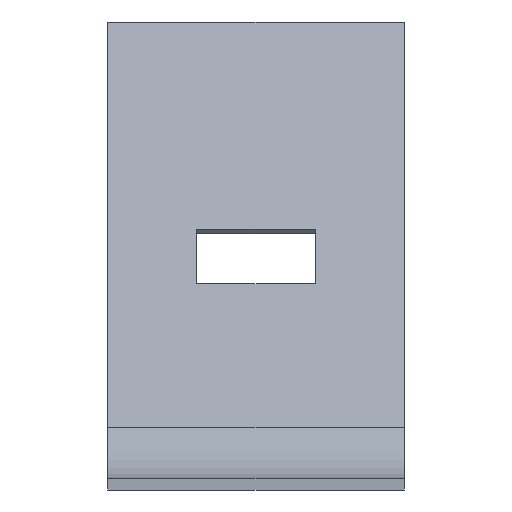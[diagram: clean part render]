
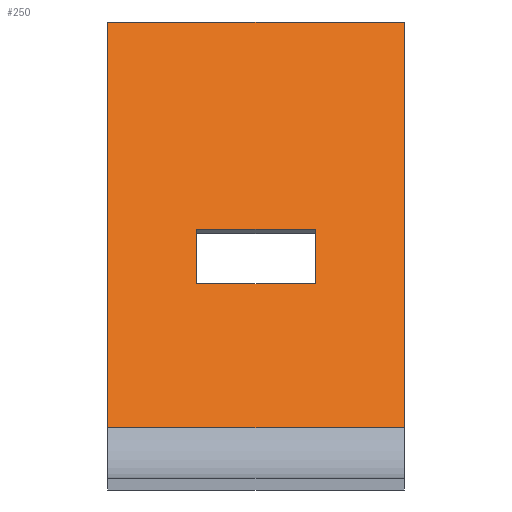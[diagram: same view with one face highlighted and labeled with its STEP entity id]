
A CAD part, left-side view. The second image highlights one B-rep face of the part: STEP entity #250.
In plain terms, the highlighted planar face has unit normal (-0.92, 0, 0.391).
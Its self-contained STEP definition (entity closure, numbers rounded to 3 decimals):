
#17=FACE_BOUND('',#42,.T.);
#27=FACE_OUTER_BOUND('',#41,.T.);
#41=EDGE_LOOP('',(#200,#201,#202,#203));
#42=EDGE_LOOP('',(#204,#205,#206,#207));
#50=LINE('',#356,#81);
#53=LINE('',#362,#84);
#56=LINE('',#368,#87);
#59=LINE('',#372,#90);
#63=LINE('',#382,#94);
#70=LINE('',#397,#101);
#71=LINE('',#400,#102);
#72=LINE('',#401,#103);
#81=VECTOR('',#291,10.);
#84=VECTOR('',#296,10.);
#87=VECTOR('',#301,10.);
#90=VECTOR('',#306,10.);
#94=VECTOR('',#312,10.);
#101=VECTOR('',#325,10.);
#102=VECTOR('',#328,10.);
#103=VECTOR('',#329,10.);
#112=VERTEX_POINT('',#353);
#113=VERTEX_POINT('',#355);
#115=VERTEX_POINT('',#361);
#117=VERTEX_POINT('',#367);
#121=VERTEX_POINT('',#379);
#122=VERTEX_POINT('',#381);
#127=VERTEX_POINT('',#395);
#128=VERTEX_POINT('',#399);
#134=EDGE_CURVE('',#113,#112,#50,.T.);
#137=EDGE_CURVE('',#115,#113,#53,.T.);
#140=EDGE_CURVE('',#117,#115,#56,.T.);
#143=EDGE_CURVE('',#112,#117,#59,.T.);
#147=EDGE_CURVE('',#121,#122,#63,.T.);
#155=EDGE_CURVE('',#121,#127,#70,.T.);
#156=EDGE_CURVE('',#128,#127,#71,.T.);
#157=EDGE_CURVE('',#122,#128,#72,.T.);
#200=ORIENTED_EDGE('',*,*,#155,.T.);
#201=ORIENTED_EDGE('',*,*,#156,.F.);
#202=ORIENTED_EDGE('',*,*,#157,.F.);
#203=ORIENTED_EDGE('',*,*,#147,.F.);
#204=ORIENTED_EDGE('',*,*,#140,.T.);
#205=ORIENTED_EDGE('',*,*,#137,.T.);
#206=ORIENTED_EDGE('',*,*,#134,.T.);
#207=ORIENTED_EDGE('',*,*,#143,.T.);
#238=PLANE('',#278);
#250=ADVANCED_FACE('',(#27,#17),#238,.T.);
#278=AXIS2_PLACEMENT_3D('',#398,#326,#327);
#291=DIRECTION('',(0.,1.,0.));
#296=DIRECTION('',(-0.391,0.,-0.921));
#301=DIRECTION('',(0.,-1.,0.));
#306=DIRECTION('',(0.391,0.,0.921));
#312=DIRECTION('',(-0.391,0.,-0.921));
#325=DIRECTION('',(0.,1.,0.));
#326=DIRECTION('center_axis',(-0.921,0.,0.391));
#327=DIRECTION('ref_axis',(0.391,0.,0.921));
#328=DIRECTION('',(0.391,0.,0.921));
#329=DIRECTION('',(0.,1.,0.));
#353=CARTESIAN_POINT('',(-39.103,10.,145.135));
#355=CARTESIAN_POINT('',(-39.103,-10.,145.135));
#356=CARTESIAN_POINT('',(-39.103,-5.,145.135));
#361=CARTESIAN_POINT('',(-35.196,-10.,154.34));
#362=CARTESIAN_POINT('',(-42.309,-10.,137.583));
#367=CARTESIAN_POINT('',(-35.196,10.,154.34));
#368=CARTESIAN_POINT('',(-35.196,5.,154.34));
#372=CARTESIAN_POINT('',(-44.263,10.,132.98));
#379=CARTESIAN_POINT('',(-20.348,-25.,189.319));
#381=CARTESIAN_POINT('',(-49.422,-25.,120.825));
#382=CARTESIAN_POINT('',(-20.348,-25.,189.319));
#395=CARTESIAN_POINT('',(-20.348,25.,189.319));
#397=CARTESIAN_POINT('',(-20.348,0.,189.319));
#398=CARTESIAN_POINT('Origin',(-49.422,0.,120.825));
#399=CARTESIAN_POINT('',(-49.422,25.,120.825));
#400=CARTESIAN_POINT('',(-20.348,25.,189.319));
#401=CARTESIAN_POINT('',(-49.422,0.,120.825));
